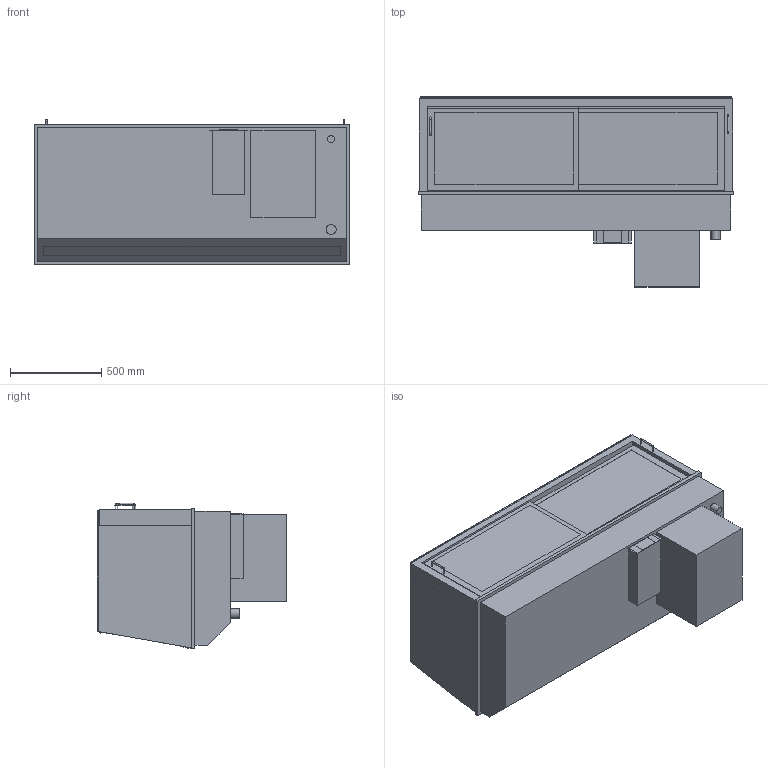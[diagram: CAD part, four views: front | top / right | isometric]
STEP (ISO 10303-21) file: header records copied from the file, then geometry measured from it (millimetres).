
FILE_DESCRIPTION(/* description */ ('Einbaukühlvitrine: eigengekühlt'),/* implementation_level */ '2;1');
FILE_NAME(/* name */ '3D-AKE-00006387.stp',/* time_stamp */ '2024-05-22T10:56:24+02:00',/* author */ ('julian.lux'),/* organization */ (''),/* preprocessor_version */ 'ST-DEVELOPER v18.1',/* originating_system */ 'Autodesk Inventor 2020',/* authorisation */ '');
FILE_SCHEMA (('AUTOMOTIVE_DESIGN { 1 0 10303 214 3 1 1 }'));
Length unit declared in the file: millimetre
Products named in the file (1): 3D-AKE-00006387
Bounding box: 1730 x 1041 x 795.98 mm (x, y, z)
Volume: 209153496.3 mm3; surface area: 22334709.3 mm2
Topology: 39 solids, 39 shells, 355 faces, 841 edges, 566 vertices
Faces by surface type: plane 300, cylinder 51, torus 4
Full cylindrical faces by diameter (mm): 8 x6, 40 x1, 55 x1
Entity records: 10177 total; most frequent: CARTESIAN_POINT 1763, DIRECTION 1683, ORIENTED_EDGE 1682, EDGE_CURVE 841, LINE 711, VECTOR 711, VERTEX_POINT 566, AXIS2_PLACEMENT_3D 486
